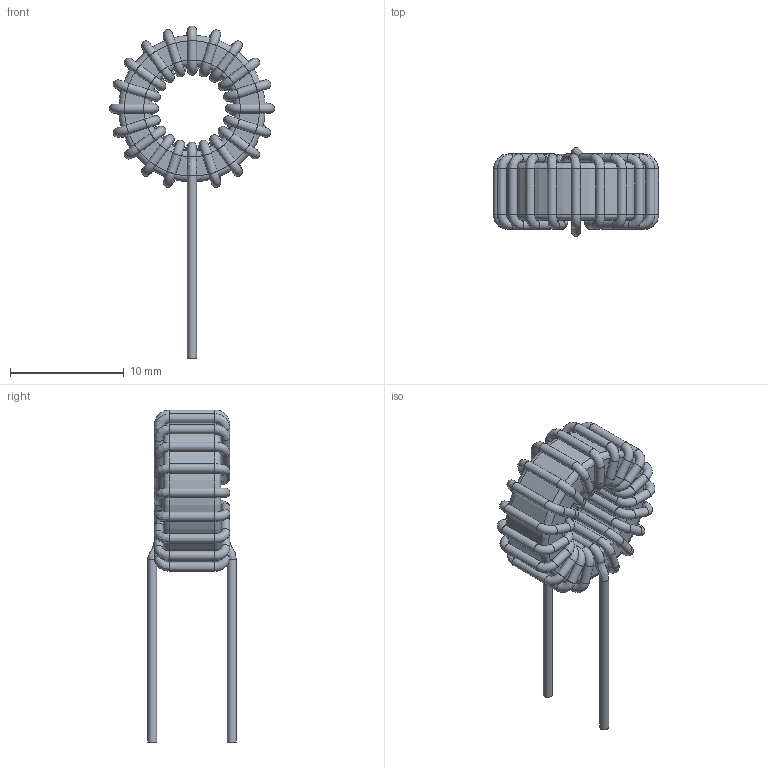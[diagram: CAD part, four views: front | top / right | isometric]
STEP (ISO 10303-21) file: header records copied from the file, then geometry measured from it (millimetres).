
FILE_DESCRIPTION(/* description */ ('Unknown'),/* implementation_level */ '2;1');
FILE_NAME(/* name */ '7447023',/* time_stamp */ '2017-08-29T16:17:13+08:00',/* author */ ('Unknown'),/* organization */ ('Unknown'),/* preprocessor_version */ 'ST-DEVELOPER v16.7',/* originating_system */ 'DEX',/* authorisation */ $);
FILE_SCHEMA (('AUTOMOTIVE_DESIGN {1 0 10303 214 3 1 1}'));
Length unit declared in the file: millimetre
Products named in the file (3): 7447023; turns; Core-T50
Assembly tree (2 placements, depth 2):
  7447023
    turns
    Core-T50
Bounding box: 14.52 x 7.8 x 29.18 mm (x, y, z)
Volume: 616.4 mm3; surface area: 1409.5 mm2
Topology: 2 solids, 2 shells, 169 faces, 337 edges, 172 vertices
Faces by surface type: cylinder 81, torus 43, bspline 41, plane 4
Full cylindrical faces by diameter (mm): 0.8 x79, 7.5 x1, 12.9 x1
Entity records: 8388 total; most frequent: CARTESIAN_POINT 4396, DIRECTION 598, ORIENTED_EDGE 336, EDGE_LOOP 336, FACE_BOUND 336, AXIS2_PLACEMENT_3D 299, STYLED_ITEM 169, PRESENTATION_STYLE_ASSIGNMENT 169
